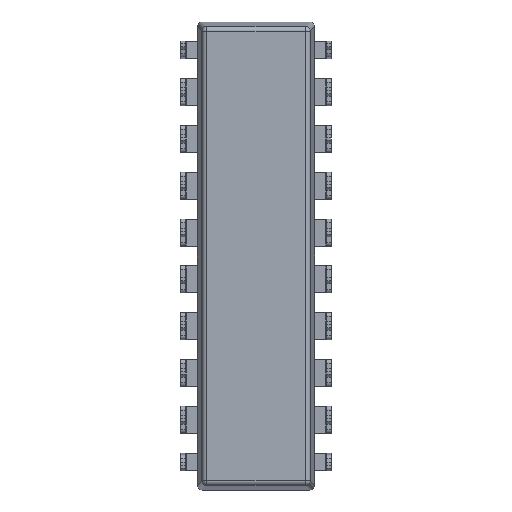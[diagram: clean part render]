
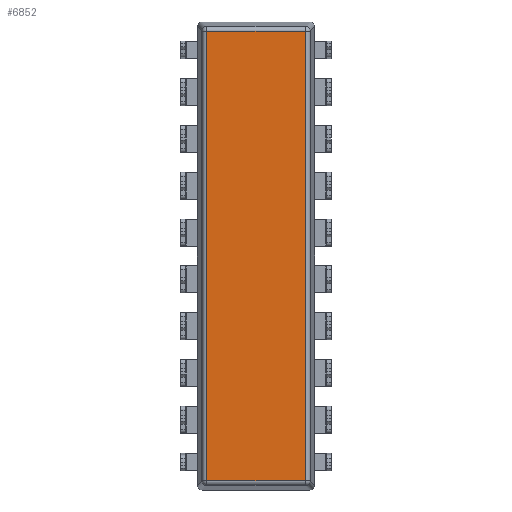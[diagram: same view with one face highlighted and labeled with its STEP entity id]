
A CAD part, front view. The second image highlights one B-rep face of the part: STEP entity #6852.
In plain terms, the highlighted planar face has unit normal (0, -1, 0).
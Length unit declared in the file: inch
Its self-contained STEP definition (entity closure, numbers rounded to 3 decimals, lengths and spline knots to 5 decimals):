
#49 = ORIENTED_EDGE ( 'NONE', *, *, #4162, .T. ) ;
#418 = AXIS2_PLACEMENT_3D ( 'NONE', #2825, #5740, #6509 ) ;
#424 = CARTESIAN_POINT ( 'NONE',  ( 0.10572, 0.02, 0.48072 ) ) ;
#718 = ORIENTED_EDGE ( 'NONE', *, *, #12118, .T. ) ;
#1175 = ORIENTED_EDGE ( 'NONE', *, *, #1294, .T. ) ;
#1294 = EDGE_CURVE ( 'NONE', #2490, #11507, #9297, .T. ) ;
#1678 = DIRECTION ( 'NONE',  ( 1., 0., 0. ) ) ;
#1737 = CARTESIAN_POINT ( 'NONE',  ( 0.11456, 0.02, -0.48072 ) ) ;
#1865 = PLANE ( 'NONE',  #418 ) ;
#2106 = DIRECTION ( 'NONE',  ( 0., 0., -1. ) ) ;
#2116 = VECTOR ( 'NONE', #1678, 39.37008 ) ;
#2490 = VERTEX_POINT ( 'NONE', #424 ) ;
#2780 = VERTEX_POINT ( 'NONE', #8546 ) ;
#2825 = CARTESIAN_POINT ( 'NONE',  ( 0., 0.02, 0. ) ) ;
#2835 = CARTESIAN_POINT ( 'NONE',  ( -0.10572, 0.02, 0.48072 ) ) ;
#3302 = DIRECTION ( 'NONE',  ( 0., 0., 1. ) ) ;
#4162 = EDGE_CURVE ( 'NONE', #2780, #6452, #6442, .T. ) ;
#4367 = EDGE_CURVE ( 'NONE', #11507, #2780, #6172, .T. ) ;
#4379 = ORIENTED_EDGE ( 'NONE', *, *, #4367, .T. ) ;
#5548 = DIRECTION ( 'NONE',  ( -1., 0., 0. ) ) ;
#5740 = DIRECTION ( 'NONE',  ( 0., -1., 0. ) ) ;
#6172 = LINE ( 'NONE', #8014, #10833 ) ;
#6442 = LINE ( 'NONE', #1737, #2116 ) ;
#6452 = VERTEX_POINT ( 'NONE', #7655 ) ;
#6509 = DIRECTION ( 'NONE',  ( 0., 0., -1. ) ) ;
#6852 = ADVANCED_FACE ( 'NONE', ( #11025 ), #1865, .T. ) ;
#7128 = VECTOR ( 'NONE', #5548, 39.37008 ) ;
#7286 = EDGE_LOOP ( 'NONE', ( #1175, #4379, #49, #718 ) ) ;
#7655 = CARTESIAN_POINT ( 'NONE',  ( 0.10572, 0.02, -0.48072 ) ) ;
#8014 = CARTESIAN_POINT ( 'NONE',  ( -0.10572, 0.02, -0.48956 ) ) ;
#8546 = CARTESIAN_POINT ( 'NONE',  ( -0.10572, 0.02, -0.48072 ) ) ;
#9297 = LINE ( 'NONE', #10376, #7128 ) ;
#10163 = LINE ( 'NONE', #10926, #10889 ) ;
#10376 = CARTESIAN_POINT ( 'NONE',  ( -0.11456, 0.02, 0.48072 ) ) ;
#10833 = VECTOR ( 'NONE', #2106, 39.37008 ) ;
#10889 = VECTOR ( 'NONE', #3302, 39.37008 ) ;
#10926 = CARTESIAN_POINT ( 'NONE',  ( 0.10572, 0.02, 0.48956 ) ) ;
#11025 = FACE_OUTER_BOUND ( 'NONE', #7286, .T. ) ;
#11507 = VERTEX_POINT ( 'NONE', #2835 ) ;
#12118 = EDGE_CURVE ( 'NONE', #6452, #2490, #10163, .T. ) ;
